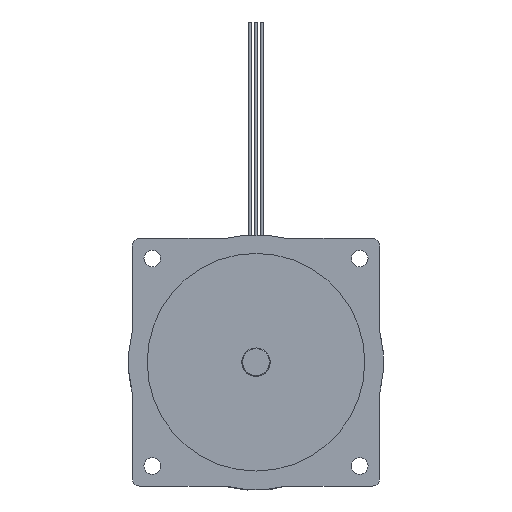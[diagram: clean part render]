
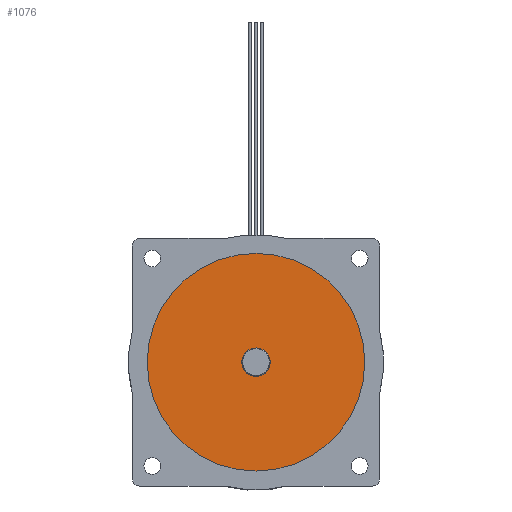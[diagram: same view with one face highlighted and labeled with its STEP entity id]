
A CAD part, top view. The second image highlights one B-rep face of the part: STEP entity #1076.
In plain terms, the highlighted planar face has unit normal (0, 0, 1).
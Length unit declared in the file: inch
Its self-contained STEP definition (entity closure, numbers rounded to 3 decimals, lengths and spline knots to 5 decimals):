
#375=CARTESIAN_POINT('',(0.1875,0.,3.8));
#376=VERTEX_POINT('',#375);
#377=CARTESIAN_POINT('',(0.0,0.0,3.8));
#378=DIRECTION('',(0.0,0.0,-1.0));
#379=DIRECTION('',(-1.0,0.0,0.0));
#380=AXIS2_PLACEMENT_3D('',#377,#378,#379);
#381=CIRCLE('',#380,0.1875);
#382=EDGE_CURVE('',#376,#376,#381,.T.);
#1042=CARTESIAN_POINT('',(1.4375,0.,3.8));
#1043=VERTEX_POINT('',#1042);
#1044=CARTESIAN_POINT('',(0.0,0.0,3.8));
#1045=DIRECTION('',(0.0,0.0,-1.0));
#1046=DIRECTION('',(-1.0,0.0,0.0));
#1047=AXIS2_PLACEMENT_3D('',#1044,#1045,#1046);
#1048=CIRCLE('',#1047,1.4375);
#1049=EDGE_CURVE('',#1043,#1043,#1048,.T.);
#1065=CARTESIAN_POINT('',(0.0,0.0,3.8));
#1066=DIRECTION('',(0.0,0.0,-1.0));
#1067=DIRECTION('',(-1.0,0.0,0.0));
#1068=AXIS2_PLACEMENT_3D('',#1065,#1066,#1067);
#1069=PLANE('',#1068);
#1070=ORIENTED_EDGE('',*,*,#1049,.F.);
#1071=EDGE_LOOP('',(#1070));
#1072=FACE_OUTER_BOUND('',#1071,.T.);
#1073=ORIENTED_EDGE('',*,*,#382,.T.);
#1074=EDGE_LOOP('',(#1073));
#1075=FACE_BOUND('',#1074,.T.);
#1076=ADVANCED_FACE('',(#1072,#1075),#1069,.F.);
